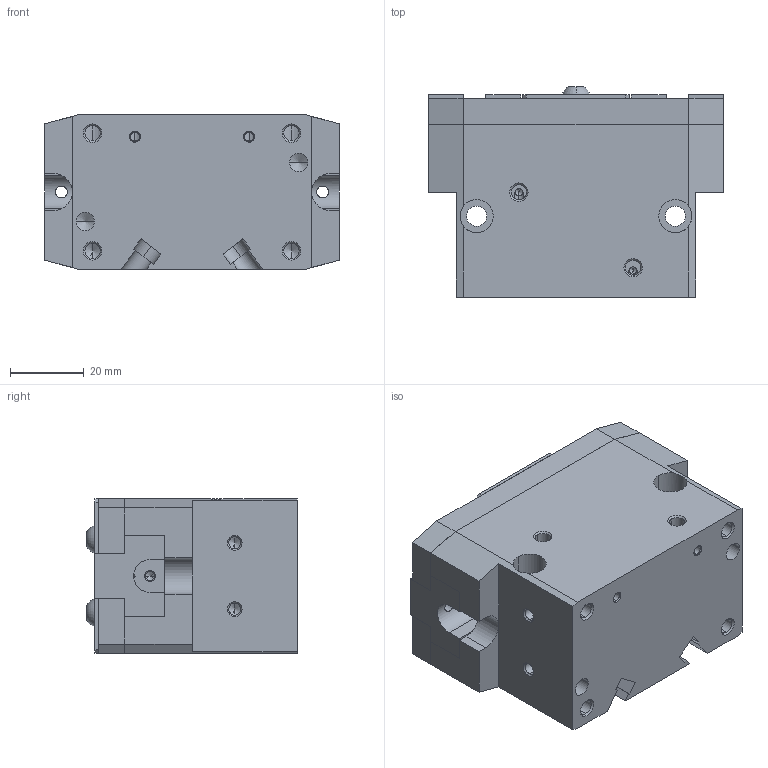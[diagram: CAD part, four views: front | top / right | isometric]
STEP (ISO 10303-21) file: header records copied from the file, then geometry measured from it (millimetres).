
FILE_DESCRIPTION( ( '' ), '1' );
FILE_NAME( 'qpg208_op080inc_0_2_14a.stp', '2010-10-25T14:14:23', ( '' ), ( '' ), ' ', ' ', ' ' );
FILE_SCHEMA( ( 'automotive_design' ) );
Length unit declared in the file: millimetre
Products named in the file (3): 1; 2; 3
Bounding box: 80 x 57.2 x 42 mm (x, y, z)
Volume: 149858.1 mm3; surface area: 41539.2 mm2
Topology: 3 solids, 3 shells, 356 faces, 922 edges, 564 vertices
Faces by surface type: plane 174, cylinder 94, cone 84, torus 4
Entity records: 21364 total; most frequent: CARTESIAN_POINT 2511, DIRECTION 1830, STYLED_ITEM 1809, PRESENTATION_STYLE_ASSIGNMENT 1809, COLOUR_RGB 1809, ORIENTED_EDGE 1772, EDGE_CURVE 886, CURVE_STYLE 886
